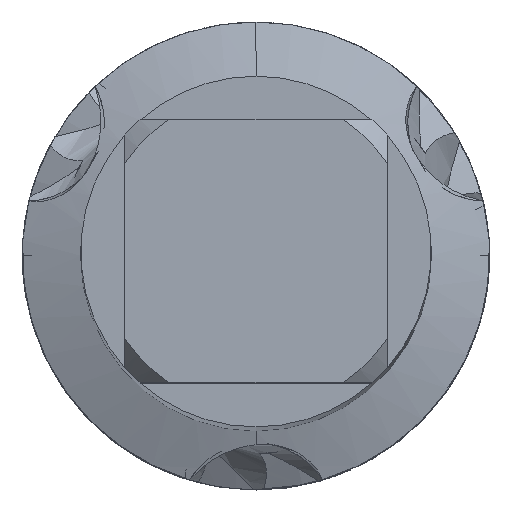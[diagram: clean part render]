
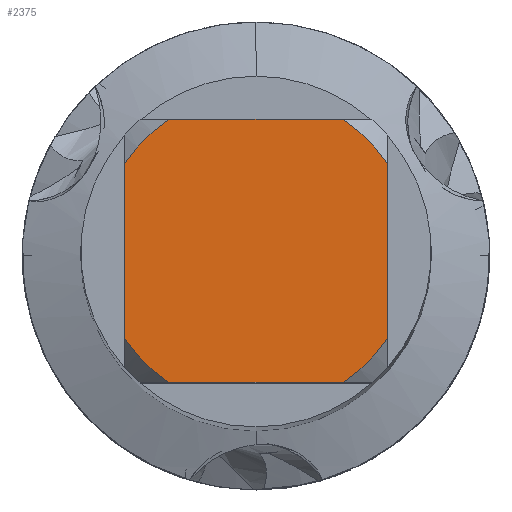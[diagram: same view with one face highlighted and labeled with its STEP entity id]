
A CAD part, top view. The second image highlights one B-rep face of the part: STEP entity #2375.
In plain terms, the highlighted planar face has unit normal (0, 0, 1).
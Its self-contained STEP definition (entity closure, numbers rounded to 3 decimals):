
#1537=VERTEX_POINT('',#3886);
#1567=EDGE_CURVE('',#2917,#2425,#3919,.T.);
#1685=VERTEX_POINT('',#4048);
#2053=EDGE_CURVE('',#1685,#3201,#4446,.T.);
#2233=VERTEX_POINT('',#4643);
#2375=ADVANCED_FACE('',(#4801),#4802,.T.);
#2395=EDGE_CURVE('',#2443,#3477,#4824,.T.);
#2425=VERTEX_POINT('',#4857);
#2443=VERTEX_POINT('',#4876);
#2575=EDGE_CURVE('',#2233,#3201,#5022,.T.);
#2917=VERTEX_POINT('',#5395);
#2937=EDGE_CURVE('',#2443,#2425,#5416,.T.);
#3073=EDGE_CURVE('',#2233,#1537,#5565,.T.);
#3127=EDGE_CURVE('',#2917,#1537,#5627,.T.);
#3201=VERTEX_POINT('',#5707);
#3241=EDGE_CURVE('',#1685,#3477,#5749,.T.);
#3477=VERTEX_POINT('',#6002);
#3886=CARTESIAN_POINT('',(-2.985,4.5,0.0));
#3919=CIRCLE('',#7694,5.4);
#4048=CARTESIAN_POINT('',(-2.985,-4.5,0.0));
#4446=CIRCLE('',#9259,5.4);
#4643=CARTESIAN_POINT('',(-4.5,2.985,0.0));
#4801=FACE_OUTER_BOUND('',#10071,.T.);
#4802=PLANE('',#10072);
#4824=CIRCLE('',#10119,5.4);
#4857=CARTESIAN_POINT('',(4.5,2.985,0.0));
#4876=CARTESIAN_POINT('',(4.5,-2.985,0.0));
#5022=LINE('',#10871,#10872);
#5395=CARTESIAN_POINT('',(2.985,4.5,0.0));
#5416=LINE('',#12579,#12580);
#5565=CIRCLE('',#12906,5.4);
#5627=LINE('',#13031,#13032);
#5707=CARTESIAN_POINT('',(-4.5,-2.985,0.0));
#5749=LINE('',#13355,#13356);
#6002=CARTESIAN_POINT('',(2.985,-4.5,0.0));
#7694=AXIS2_PLACEMENT_3D('',#14454,#14455,#14456);
#9259=AXIS2_PLACEMENT_3D('',#14960,#14961,#14962);
#10071=EDGE_LOOP('',(#15323,#15324,#15325,#15326,#15327,#15328,#15329,#15330));
#10072=AXIS2_PLACEMENT_3D('',#15331,#15332,#15333);
#10119=AXIS2_PLACEMENT_3D('',#15350,#15351,#15352);
#10871=CARTESIAN_POINT('',(-4.5,1.35,0.0));
#10872=VECTOR('',#15641,1.0);
#12579=CARTESIAN_POINT('',(4.5,1.35,0.0));
#12580=VECTOR('',#16102,1.0);
#12906=AXIS2_PLACEMENT_3D('',#16251,#16252,#16253);
#13031=CARTESIAN_POINT('',(0.0,4.5,0.0));
#13032=VECTOR('',#16329,1.0);
#13355=CARTESIAN_POINT('',(0.0,-4.5,0.0));
#13356=VECTOR('',#16432,1.0);
#14454=CARTESIAN_POINT('',(0.0,0.0,0.0));
#14455=DIRECTION('',(0.0,0.0,-1.0));
#14456=DIRECTION('',(0.0,1.0,0.0));
#14960=CARTESIAN_POINT('',(0.0,0.0,0.0));
#14961=DIRECTION('',(0.0,0.0,-1.0));
#14962=DIRECTION('',(0.0,1.0,0.0));
#15323=ORIENTED_EDGE('',*,*,#2575,.T.);
#15324=ORIENTED_EDGE('',*,*,#2053,.F.);
#15325=ORIENTED_EDGE('',*,*,#3241,.T.);
#15326=ORIENTED_EDGE('',*,*,#2395,.F.);
#15327=ORIENTED_EDGE('',*,*,#2937,.T.);
#15328=ORIENTED_EDGE('',*,*,#1567,.F.);
#15329=ORIENTED_EDGE('',*,*,#3127,.T.);
#15330=ORIENTED_EDGE('',*,*,#3073,.F.);
#15331=CARTESIAN_POINT('',(0.0,2.7,0.0));
#15332=DIRECTION('',(-0.0,0.0,1.0));
#15333=DIRECTION('',(0.0,-1.0,0.0));
#15350=CARTESIAN_POINT('',(0.0,0.0,0.0));
#15351=DIRECTION('',(0.0,0.0,-1.0));
#15352=DIRECTION('',(0.0,1.0,0.0));
#15641=DIRECTION('',(-0.0,-1.0,0.0));
#16102=DIRECTION('',(-0.0,1.0,0.0));
#16251=CARTESIAN_POINT('',(0.0,0.0,0.0));
#16252=DIRECTION('',(0.0,0.0,-1.0));
#16253=DIRECTION('',(0.0,1.0,0.0));
#16329=DIRECTION('',(-1.0,0.0,0.0));
#16432=DIRECTION('',(1.0,0.0,0.0));
